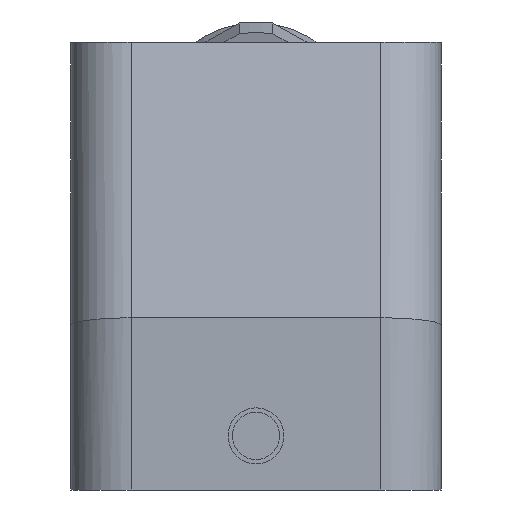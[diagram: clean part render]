
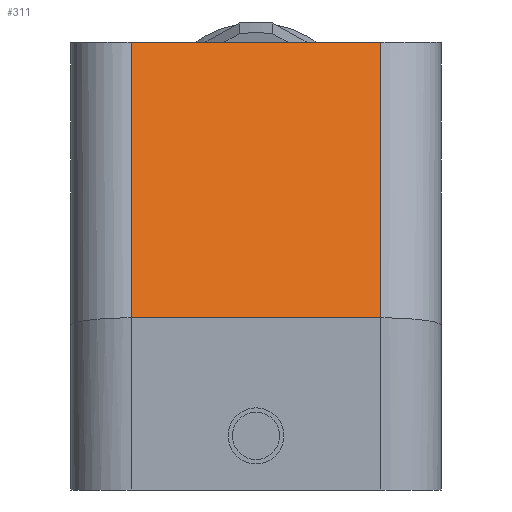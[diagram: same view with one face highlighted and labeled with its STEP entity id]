
A CAD part, left-side view. The second image highlights one B-rep face of the part: STEP entity #311.
In plain terms, the highlighted planar face has unit normal (-0.968, 0, 0.251).
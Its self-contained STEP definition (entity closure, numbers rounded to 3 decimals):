
#311 = ADVANCED_FACE( '', ( #729 ), #730, .T. );
#729 = FACE_OUTER_BOUND( '', #1261, .T. );
#730 = PLANE( '', #1262 );
#1261 = EDGE_LOOP( '', ( #2126, #2127, #2128, #2129 ) );
#1262 = AXIS2_PLACEMENT_3D( '', #2130, #2131, #2132 );
#2126 = ORIENTED_EDGE( '', *, *, #3373, .T. );
#2127 = ORIENTED_EDGE( '', *, *, #3252, .T. );
#2128 = ORIENTED_EDGE( '', *, *, #3374, .F. );
#2129 = ORIENTED_EDGE( '', *, *, #3375, .F. );
#2130 = CARTESIAN_POINT( '', ( -30., 0., 20. ) );
#2131 = DIRECTION( '', ( -0.968, 0., 0.251 ) );
#2132 = DIRECTION( '', ( 0.251, 0., 0.968 ) );
#3252 = EDGE_CURVE( '', #3843, #3921, #3923, .T. );
#3373 = EDGE_CURVE( '', #4113, #3843, #4114, .T. );
#3374 = EDGE_CURVE( '', #4115, #3921, #4116, .T. );
#3375 = EDGE_CURVE( '', #4113, #4115, #4117, .T. );
#3843 = VERTEX_POINT( '', #4760 );
#3921 = VERTEX_POINT( '', #4910 );
#3923 = LINE( '', #4912, #4913 );
#4113 = VERTEX_POINT( '', #5176 );
#4114 = LINE( '', #5177, #5178 );
#4115 = VERTEX_POINT( '', #5179 );
#4116 = LINE( '', #5180, #5181 );
#4117 = LINE( '', #5182, #5183 );
#4760 = CARTESIAN_POINT( '', ( -30., -14.5, 20. ) );
#4910 = CARTESIAN_POINT( '', ( -21.7, -14.5, 52. ) );
#4912 = CARTESIAN_POINT( '', ( -21.7, -14.5, 52. ) );
#4913 = VECTOR( '', #5893, 1000. );
#5176 = CARTESIAN_POINT( '', ( -30., 14.5, 20. ) );
#5177 = CARTESIAN_POINT( '', ( -30., 0., 20. ) );
#5178 = VECTOR( '', #6009, 1000. );
#5179 = CARTESIAN_POINT( '', ( -21.7, 14.5, 52. ) );
#5180 = CARTESIAN_POINT( '', ( -21.7, 0., 52. ) );
#5181 = VECTOR( '', #6010, 1000. );
#5182 = CARTESIAN_POINT( '', ( -21.7, 14.5, 52. ) );
#5183 = VECTOR( '', #6011, 1000. );
#5893 = DIRECTION( '', ( 0.251, 0., 0.968 ) );
#6009 = DIRECTION( '', ( 0., -1., 0. ) );
#6010 = DIRECTION( '', ( 0., -1., 0. ) );
#6011 = DIRECTION( '', ( 0.251, 0., 0.968 ) );
